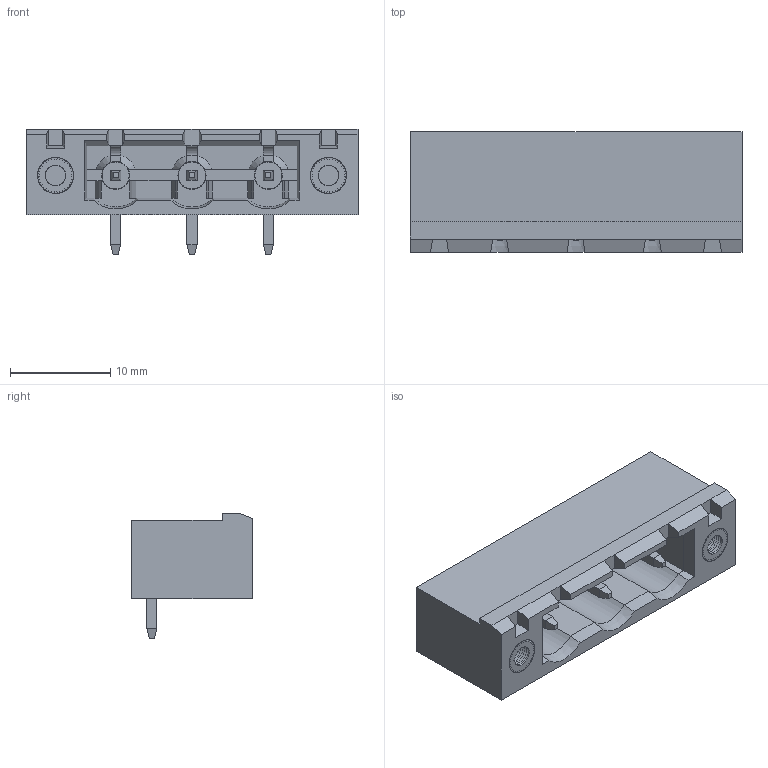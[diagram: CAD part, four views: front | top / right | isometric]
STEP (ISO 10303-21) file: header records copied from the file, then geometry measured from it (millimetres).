
FILE_DESCRIPTION( ('This file contains a STEP AP42 implementation' ,'as created by ZW3D STEP Interface translator.') ,'2;1' );
FILE_NAME( 'WJ2EDGRM-7.62-03P-00A.stp' ,'24 229. 9 546', (''), ('ZWCAD Software Co.'), 'Version 1.0', 'ZW3D to STEP translator', '' );
FILE_SCHEMA(('AUTOMOTIVE_DESIGN { 1 0 10303 214 1 1 1 1 }'));
Length unit declared in the file: millimetre
Products named in the file (2): 0; WJ2EDGRM-7.62-05P-00A
Bounding box: 33.14 x 12 x 12.5 mm (x, y, z)
Volume: 1784.4 mm3; surface area: 2963.1 mm2
Topology: 1 solids, 1 shells, 563 faces, 1791 edges, 1168 vertices
Faces by surface type: plane 402, cone 103, cylinder 31, bspline 24, sphere 3
Entity records: 26495 total; most frequent: CARTESIAN_POINT 10402, ORIENTED_EDGE 3570, DIRECTION 2809, EDGE_CURVE 1785, VERTEX_POINT 1168, VECTOR 1065, LINE 1065, AXIS2_PLACEMENT_3D 872
